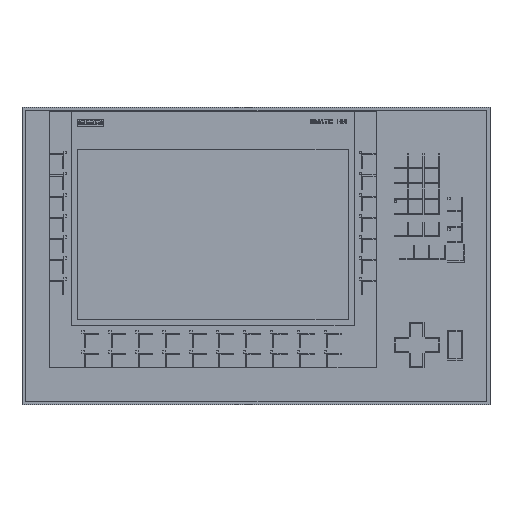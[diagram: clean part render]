
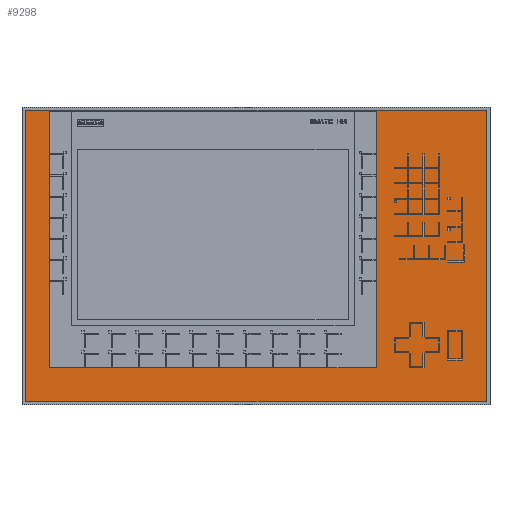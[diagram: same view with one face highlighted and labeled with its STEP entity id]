
A CAD part, top view. The second image highlights one B-rep face of the part: STEP entity #9298.
In plain terms, the highlighted planar face has unit normal (0, 0, 1).
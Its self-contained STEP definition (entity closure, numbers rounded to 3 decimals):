
#9298=ADVANCED_FACE('',(#31667,#31668),#13037,.F.);
#13037=PLANE('',#71007);
#16755=LINE('',#93539,#24487);
#16756=LINE('',#93542,#24488);
#16757=LINE('',#93544,#24489);
#16758=LINE('',#93546,#24490);
#16759=LINE('',#93547,#24491);
#16760=LINE('',#93550,#24492);
#16761=LINE('',#93552,#24493);
#16762=LINE('',#93554,#24494);
#24487=VECTOR('',#76834,1.);
#24488=VECTOR('',#76835,1.);
#24489=VECTOR('',#76836,1.);
#24490=VECTOR('',#76837,1.);
#24491=VECTOR('',#76838,1.);
#24492=VECTOR('',#76839,1.);
#24493=VECTOR('',#76840,1.);
#24494=VECTOR('',#76841,1.);
#31667=FACE_BOUND('',#32675,.T.);
#31668=FACE_BOUND('',#32676,.T.);
#32675=EDGE_LOOP('',(#38478,#38479,#38480,#38481));
#32676=EDGE_LOOP('',(#38482,#38483,#38484,#38485));
#38478=ORIENTED_EDGE('',*,*,#61626,.F.);
#38479=ORIENTED_EDGE('',*,*,#61627,.F.);
#38480=ORIENTED_EDGE('',*,*,#61628,.F.);
#38481=ORIENTED_EDGE('',*,*,#61629,.F.);
#38482=ORIENTED_EDGE('',*,*,#61630,.T.);
#38483=ORIENTED_EDGE('',*,*,#61631,.T.);
#38484=ORIENTED_EDGE('',*,*,#61632,.T.);
#38485=ORIENTED_EDGE('',*,*,#61633,.T.);
#55206=VERTEX_POINT('',#93540);
#55207=VERTEX_POINT('',#93541);
#55208=VERTEX_POINT('',#93543);
#55209=VERTEX_POINT('',#93545);
#55210=VERTEX_POINT('',#93548);
#55211=VERTEX_POINT('',#93549);
#55212=VERTEX_POINT('',#93551);
#55213=VERTEX_POINT('',#93553);
#61626=EDGE_CURVE('',#55206,#55207,#16755,.T.);
#61627=EDGE_CURVE('',#55208,#55206,#16756,.T.);
#61628=EDGE_CURVE('',#55209,#55208,#16757,.T.);
#61629=EDGE_CURVE('',#55207,#55209,#16758,.T.);
#61630=EDGE_CURVE('',#55210,#55211,#16759,.T.);
#61631=EDGE_CURVE('',#55211,#55212,#16760,.T.);
#61632=EDGE_CURVE('',#55212,#55213,#16761,.T.);
#61633=EDGE_CURVE('',#55213,#55210,#16762,.T.);
#71007=AXIS2_PLACEMENT_3D('',#93555,#76842,#76843);
#76834=DIRECTION('',(0.,1.,0.));
#76835=DIRECTION('',(-1.,0.,0.));
#76836=DIRECTION('',(0.,-1.,0.));
#76837=DIRECTION('',(1.,0.,0.));
#76838=DIRECTION('',(0.,1.,0.));
#76839=DIRECTION('',(1.,0.,0.));
#76840=DIRECTION('',(0.,-1.,0.));
#76841=DIRECTION('',(-1.,0.,0.));
#76842=DIRECTION('',(0.,0.,-1.));
#76843=DIRECTION('',(-1.,0.,0.));
#93539=CARTESIAN_POINT('',(-223.25,-140.75,1.65));
#93540=CARTESIAN_POINT('',(-223.25,-140.75,1.65));
#93541=CARTESIAN_POINT('',(-223.25,140.75,1.65));
#93542=CARTESIAN_POINT('',(223.249,-140.75,1.65));
#93543=CARTESIAN_POINT('',(223.249,-140.75,1.65));
#93544=CARTESIAN_POINT('',(223.249,140.75,1.65));
#93545=CARTESIAN_POINT('',(223.249,140.75,1.65));
#93546=CARTESIAN_POINT('',(-223.25,140.75,1.65));
#93547=CARTESIAN_POINT('',(-200.5,-108.41,1.65));
#93548=CARTESIAN_POINT('',(-200.5,-108.41,1.65));
#93549=CARTESIAN_POINT('',(-200.5,140.25,1.65));
#93550=CARTESIAN_POINT('',(-200.5,140.25,1.65));
#93551=CARTESIAN_POINT('',(116.5,140.25,1.65));
#93552=CARTESIAN_POINT('',(116.5,140.25,1.65));
#93553=CARTESIAN_POINT('',(116.5,-108.41,1.65));
#93554=CARTESIAN_POINT('',(116.5,-108.41,1.65));
#93555=CARTESIAN_POINT('',(-223.25,140.75,1.65));
